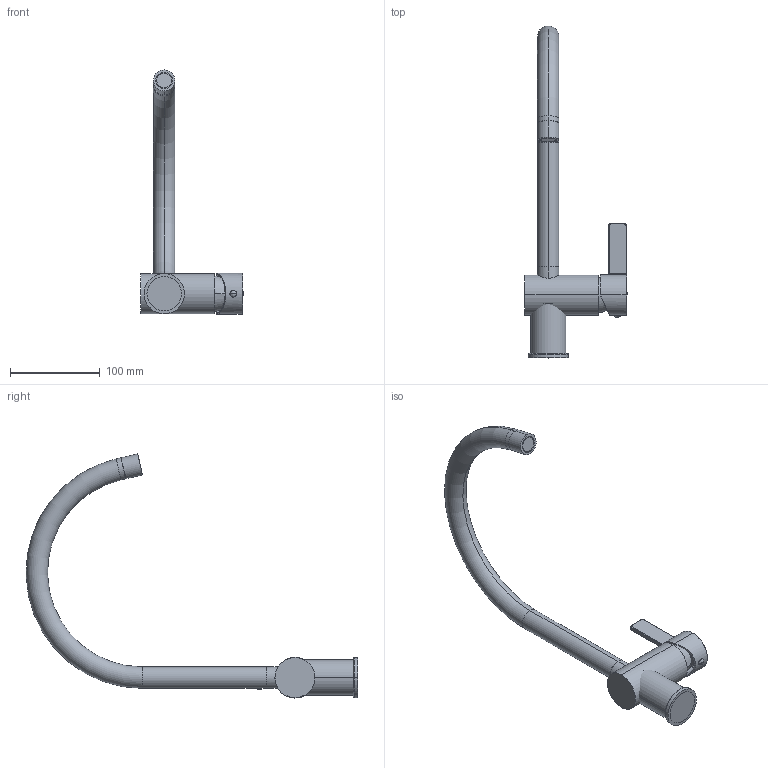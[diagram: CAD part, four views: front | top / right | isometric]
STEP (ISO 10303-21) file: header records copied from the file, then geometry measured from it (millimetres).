
FILE_DESCRIPTION((''),'2;1');
FILE_NAME('RO180CR','2021-04-12T16:48:17',('ut3'),('PAFFONI SpA'),'CREO PARAMETRIC BY PTC INC, 2020044','CREO PARAMETRIC BY PTC INC, 2020044','');
FILE_SCHEMA(('CONFIG_CONTROL_DESIGN','SHAPE_APPEARANCE_LAYERS_GROUPS'));
Length unit declared in the file: millimetre
Products named in the file (1): RO180CR
Bounding box: 114.1 x 370.74 x 272.75 mm (x, y, z)
Surface area: 78915.9 mm2 (no closed solid volume)
Topology: 0 solids, 14 shells, 73 faces, 172 edges, 108 vertices
Faces by surface type: cylinder 28, plane 19, torus 12, bspline 8, cone 4, sphere 2
Entity records: 3056 total; most frequent: CARTESIAN_POINT 829, DIRECTION 375, ORIENTED_EDGE 302, EDGE_CURVE 168, AXIS2_PLACEMENT_3D 165, VERTEX_POINT 108, CIRCLE 100, FILL_AREA_STYLE_COLOUR 74
